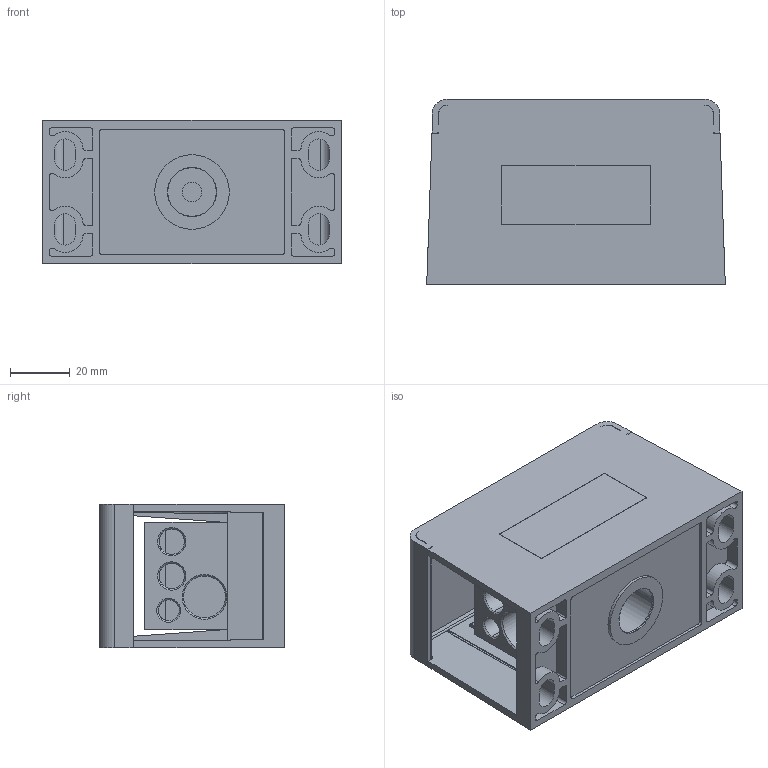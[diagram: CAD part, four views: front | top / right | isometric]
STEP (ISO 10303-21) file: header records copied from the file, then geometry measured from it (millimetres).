
FILE_DESCRIPTION((''),'2;1');
FILE_NAME('UJFX1-120_4_25','2023-08-29T',('ASUS'),(''),'PRO/ENGINEER BY PARAMETRIC TECHNOLOGY CORPORATION, 2013230','PRO/ENGINEER BY PARAMETRIC TECHNOLOGY CORPORATION, 2013230','');
FILE_SCHEMA(('CONFIG_CONTROL_DESIGN'));
Length unit declared in the file: millimetre
Products named in the file (1): UJFX1-120_4_25
Bounding box: 100 x 62 x 48 mm (x, y, z)
Volume: 112574.7 mm3; surface area: 68196.4 mm2
Topology: 1 solids, 1 shells, 401 faces, 1169 edges, 772 vertices
Faces by surface type: plane 218, cylinder 169, cone 10, torus 4
Entity records: 13577 total; most frequent: CARTESIAN_POINT 2640, ORIENTED_EDGE 2338, DIRECTION 2260, EDGE_CURVE 1169, VERTEX_POINT 772, AXIS2_PLACEMENT_3D 755, VECTOR 750, LINE 750
